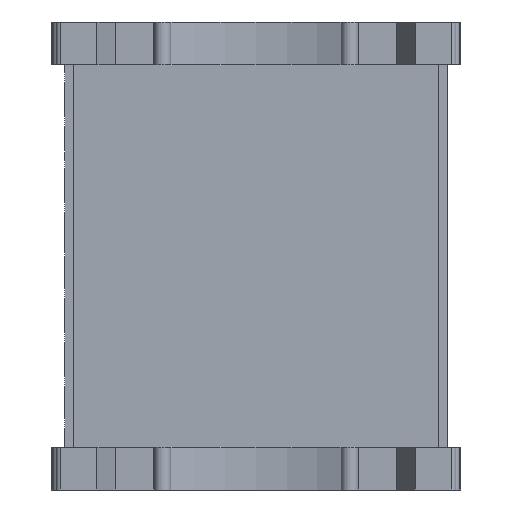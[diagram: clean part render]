
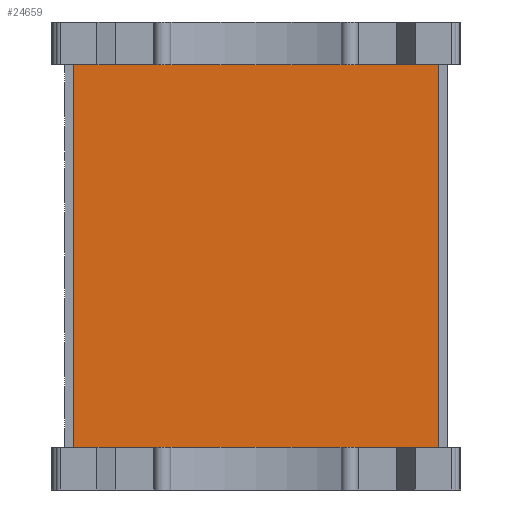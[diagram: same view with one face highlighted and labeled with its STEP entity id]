
A CAD part, front view. The second image highlights one B-rep face of the part: STEP entity #24659.
In plain terms, the highlighted planar face has unit normal (0, -1, 0).
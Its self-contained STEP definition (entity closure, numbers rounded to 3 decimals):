
#19 = ORIENTED_EDGE ( 'NONE', *, *, #15024, .T. ) ;
#675 = DIRECTION ( 'NONE',  ( 0., 0., -1. ) ) ;
#1847 = DIRECTION ( 'NONE',  ( -1., 0., 0. ) ) ;
#2837 = FACE_OUTER_BOUND ( 'NONE', #8787, .T. ) ;
#3523 = CARTESIAN_POINT ( 'NONE',  ( 16.08, -11.451, 0.65 ) ) ;
#4675 = CARTESIAN_POINT ( 'NONE',  ( 16.08, -11.451, 0.65 ) ) ;
#5485 = DIRECTION ( 'NONE',  ( 1., 0., 0. ) ) ;
#5585 = ORIENTED_EDGE ( 'NONE', *, *, #25408, .T. ) ;
#6392 = DIRECTION ( 'NONE',  ( 0., 0., -1. ) ) ;
#7737 = VERTEX_POINT ( 'NONE', #18445 ) ;
#8444 = VECTOR ( 'NONE', #1847, 1000. ) ;
#8787 = EDGE_LOOP ( 'NONE', ( #5585, #25013, #11690, #19 ) ) ;
#9672 = EDGE_CURVE ( 'NONE', #11244, #14477, #15350, .T. ) ;
#10741 = CARTESIAN_POINT ( 'NONE',  ( -26.92, -11.451, -48.5 ) ) ;
#11244 = VERTEX_POINT ( 'NONE', #13987 ) ;
#11690 = ORIENTED_EDGE ( 'NONE', *, *, #9672, .F. ) ;
#12124 = LINE ( 'NONE', #12365, #16794 ) ;
#12365 = CARTESIAN_POINT ( 'NONE',  ( -26.92, -11.451, 0.65 ) ) ;
#12714 = DIRECTION ( 'NONE',  ( 1., 0., 0. ) ) ;
#13268 = VECTOR ( 'NONE', #12714, 1000. ) ;
#13593 = EDGE_CURVE ( 'NONE', #16667, #14477, #18548, .T. ) ;
#13987 = CARTESIAN_POINT ( 'NONE',  ( 16.08, -11.451, -3.5 ) ) ;
#14477 = VERTEX_POINT ( 'NONE', #21897 ) ;
#14502 = AXIS2_PLACEMENT_3D ( 'NONE', #3523, #17392, #5485 ) ;
#15024 = EDGE_CURVE ( 'NONE', #11244, #7737, #25545, .T. ) ;
#15350 = LINE ( 'NONE', #4675, #19989 ) ;
#16667 = VERTEX_POINT ( 'NONE', #17542 ) ;
#16794 = VECTOR ( 'NONE', #6392, 1000. ) ;
#17392 = DIRECTION ( 'NONE',  ( 0., -1., 0. ) ) ;
#17542 = CARTESIAN_POINT ( 'NONE',  ( -26.92, -11.451, -48.5 ) ) ;
#17720 = CARTESIAN_POINT ( 'NONE',  ( -26.92, -11.451, -3.5 ) ) ;
#18445 = CARTESIAN_POINT ( 'NONE',  ( -26.92, -11.451, -3.5 ) ) ;
#18548 = LINE ( 'NONE', #10741, #13268 ) ;
#19989 = VECTOR ( 'NONE', #675, 1000. ) ;
#21897 = CARTESIAN_POINT ( 'NONE',  ( 16.08, -11.451, -48.5 ) ) ;
#24659 = ADVANCED_FACE ( 'NONE', ( #2837 ), #25292, .T. ) ;
#25013 = ORIENTED_EDGE ( 'NONE', *, *, #13593, .T. ) ;
#25292 = PLANE ( 'NONE',  #14502 ) ;
#25408 = EDGE_CURVE ( 'NONE', #7737, #16667, #12124, .T. ) ;
#25545 = LINE ( 'NONE', #17720, #8444 ) ;
